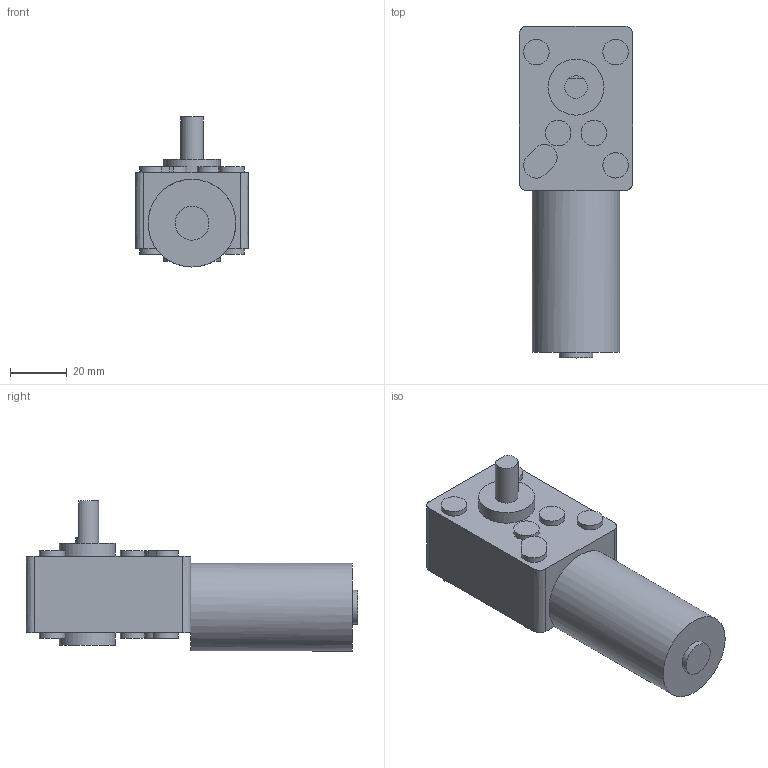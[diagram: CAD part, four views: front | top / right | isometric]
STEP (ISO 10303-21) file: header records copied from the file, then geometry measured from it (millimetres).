
FILE_DESCRIPTION(/* description */ (''),/* implementation_level */ '2;1');
FILE_NAME(/* name */ 'bringsmart_motor v4.step',/* time_stamp */ '2022-09-09T00:22:47+09:00',/* author */ (''),/* organization */ (''),/* preprocessor_version */ 'ST-DEVELOPER v19',/* originating_system */ 'Autodesk Translation Framework v11.7.0.108',/* authorisation */ '');
FILE_SCHEMA (('AUTOMOTIVE_DESIGN { 1 0 10303 214 3 1 1 }'));
Length unit declared in the file: millimetre
Products named in the file (1): bringsmart_motor
Bounding box: 40 x 117.2 x 53 mm (x, y, z)
Volume: 111050.8 mm3; surface area: 17306.4 mm2
Topology: 1 solids, 1 shells, 52 faces, 100 edges, 66 vertices
Faces by surface type: plane 29, cylinder 19, bspline 4
Full cylindrical faces by diameter (mm): 8 x1, 9 x10, 19.8 x2, 31 x1
Entity records: 1514 total; most frequent: CARTESIAN_POINT 407, DIRECTION 224, ORIENTED_EDGE 200, EDGE_CURVE 100, AXIS2_PLACEMENT_3D 91, EDGE_LOOP 68, VERTEX_POINT 66, FACE_OUTER_BOUND 52
